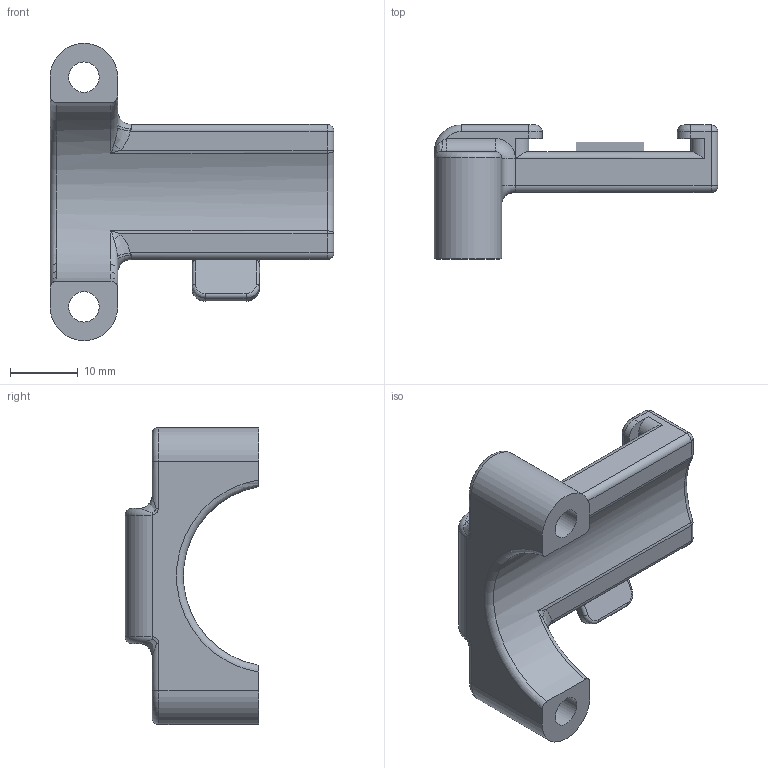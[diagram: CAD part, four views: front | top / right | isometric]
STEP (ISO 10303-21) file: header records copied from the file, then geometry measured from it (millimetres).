
FILE_DESCRIPTION(/* description */ (''),/* implementation_level */ '2;1');
FILE_NAME(/* name */ 'DisplayClip26_8.stp',/* time_stamp */ '2020-07-15T16:31:12+02:00',/* author */ ('hpcwoess'),/* organization */ (''),/* preprocessor_version */ 'ST-DEVELOPER v18.1',/* originating_system */ 'Autodesk Inventor 2020',/* authorisation */ '');
FILE_SCHEMA (('AUTOMOTIVE_DESIGN { 1 0 10303 214 3 1 1 }'));
Length unit declared in the file: millimetre
Products named in the file (1): DisplayClip26_8
Bounding box: 42 x 19.8 x 44 mm (x, y, z)
Volume: 8747.9 mm3; surface area: 5047 mm2
Topology: 1 solids, 1 shells, 116 faces, 281 edges, 164 vertices
Faces by surface type: cylinder 44, plane 34, bspline 18, torus 14, sphere 6
Full cylindrical faces by diameter (mm): 4.5 x2
Entity records: 3908 total; most frequent: CARTESIAN_POINT 1206, DIRECTION 566, ORIENTED_EDGE 556, EDGE_CURVE 278, AXIS2_PLACEMENT_3D 218, VERTEX_POINT 164, LINE 130, VECTOR 130
